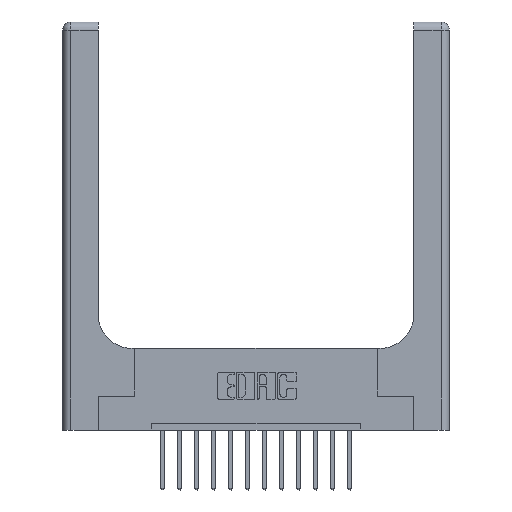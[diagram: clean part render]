
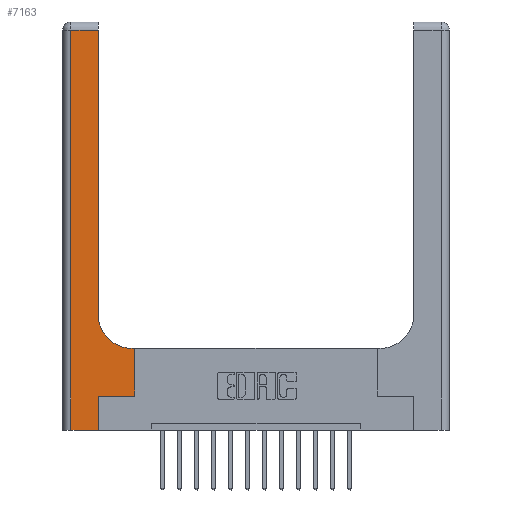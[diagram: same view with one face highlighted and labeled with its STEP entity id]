
A CAD part, top view. The second image highlights one B-rep face of the part: STEP entity #7163.
In plain terms, the highlighted planar face has unit normal (0, 0, 1).
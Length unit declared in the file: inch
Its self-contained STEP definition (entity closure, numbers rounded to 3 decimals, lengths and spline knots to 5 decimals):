
#459 = DIRECTION ( 'NONE',  ( 0., 1., 0. ) ) ;
#1389 = CIRCLE ( 'NONE', #6089, 0.25 ) ;
#1516 = LINE ( 'NONE', #9467, #7691 ) ;
#1550 = EDGE_CURVE ( 'NONE', #4747, #6521, #8127, .T. ) ;
#1659 = VECTOR ( 'NONE', #15545, 39.37008 ) ;
#1712 = CARTESIAN_POINT ( 'NONE',  ( 0.26, 2.94, 0.37 ) ) ;
#1766 = CARTESIAN_POINT ( 'NONE',  ( 0.528, 0.25, 0.37 ) ) ;
#1860 = EDGE_CURVE ( 'NONE', #12771, #3368, #1389, .T. ) ;
#2389 = VECTOR ( 'NONE', #15806, 39.37008 ) ;
#2955 = CARTESIAN_POINT ( 'NONE',  ( 0.528, 0.25, 0.37 ) ) ;
#3030 = ORIENTED_EDGE ( 'NONE', *, *, #8261, .T. ) ;
#3210 = ORIENTED_EDGE ( 'NONE', *, *, #12227, .T. ) ;
#3311 = ORIENTED_EDGE ( 'NONE', *, *, #16732, .T. ) ;
#3368 = VERTEX_POINT ( 'NONE', #8686 ) ;
#3451 = VERTEX_POINT ( 'NONE', #10662 ) ;
#3687 = CARTESIAN_POINT ( 'NONE',  ( 0., 0., 0.37 ) ) ;
#3766 = VERTEX_POINT ( 'NONE', #12736 ) ;
#3797 = FACE_OUTER_BOUND ( 'NONE', #15471, .T. ) ;
#3904 = ORIENTED_EDGE ( 'NONE', *, *, #1550, .T. ) ;
#3959 = ORIENTED_EDGE ( 'NONE', *, *, #16771, .T. ) ;
#4056 = VERTEX_POINT ( 'NONE', #5816 ) ;
#4271 = VECTOR ( 'NONE', #15141, 39.37008 ) ;
#4562 = LINE ( 'NONE', #12523, #15040 ) ;
#4747 = VERTEX_POINT ( 'NONE', #8974 ) ;
#5122 = VERTEX_POINT ( 'NONE', #14055 ) ;
#5483 = LINE ( 'NONE', #2955, #12916 ) ;
#5538 = VECTOR ( 'NONE', #10616, 39.37008 ) ;
#5816 = CARTESIAN_POINT ( 'NONE',  ( 0.265, 0., 0.37 ) ) ;
#6089 = AXIS2_PLACEMENT_3D ( 'NONE', #11474, #16742, #13022 ) ;
#6471 = CARTESIAN_POINT ( 'NONE',  ( 0.51, 0.6, 0.37 ) ) ;
#6521 = VERTEX_POINT ( 'NONE', #1766 ) ;
#6783 = LINE ( 'NONE', #7035, #15127 ) ;
#7035 = CARTESIAN_POINT ( 'NONE',  ( 0.26, 3., 0.37 ) ) ;
#7163 = ADVANCED_FACE ( 'NONE', ( #3797 ), #9079, .F. ) ;
#7379 = AXIS2_PLACEMENT_3D ( 'NONE', #11609, #12816, #16878 ) ;
#7691 = VECTOR ( 'NONE', #8274, 39.37008 ) ;
#7973 = VERTEX_POINT ( 'NONE', #1712 ) ;
#8127 = LINE ( 'NONE', #11845, #2389 ) ;
#8261 = EDGE_CURVE ( 'NONE', #5122, #12771, #4562, .T. ) ;
#8274 = DIRECTION ( 'NONE',  ( 0., 1., 0. ) ) ;
#8686 = CARTESIAN_POINT ( 'NONE',  ( 0.26, 0.85, 0.37 ) ) ;
#8974 = CARTESIAN_POINT ( 'NONE',  ( 0.265, 0.25, 0.37 ) ) ;
#9058 = EDGE_CURVE ( 'NONE', #7973, #3451, #12721, .T. ) ;
#9079 = PLANE ( 'NONE',  #7379 ) ;
#9467 = CARTESIAN_POINT ( 'NONE',  ( 0.265, 0., 0.37 ) ) ;
#9541 = DIRECTION ( 'NONE',  ( 0., 1., 0. ) ) ;
#9738 = DIRECTION ( 'NONE',  ( -1., 0., 0. ) ) ;
#10268 = LINE ( 'NONE', #3687, #1659 ) ;
#10616 = DIRECTION ( 'NONE',  ( 0., -1., 0. ) ) ;
#10662 = CARTESIAN_POINT ( 'NONE',  ( 0.06, 2.94, 0.37 ) ) ;
#11137 = ORIENTED_EDGE ( 'NONE', *, *, #13680, .T. ) ;
#11226 = ORIENTED_EDGE ( 'NONE', *, *, #9058, .T. ) ;
#11474 = CARTESIAN_POINT ( 'NONE',  ( 0.51, 0.85, 0.37 ) ) ;
#11609 = CARTESIAN_POINT ( 'NONE',  ( 0., 3., 0.37 ) ) ;
#11845 = CARTESIAN_POINT ( 'NONE',  ( 0.265, 0.25, 0.37 ) ) ;
#12227 = EDGE_CURVE ( 'NONE', #3368, #7973, #6783, .T. ) ;
#12301 = ORIENTED_EDGE ( 'NONE', *, *, #1860, .T. ) ;
#12523 = CARTESIAN_POINT ( 'NONE',  ( 0.26, 0.6, 0.37 ) ) ;
#12721 = LINE ( 'NONE', #16610, #4271 ) ;
#12736 = CARTESIAN_POINT ( 'NONE',  ( 0.06, 0., 0.37 ) ) ;
#12771 = VERTEX_POINT ( 'NONE', #6471 ) ;
#12816 = DIRECTION ( 'NONE',  ( 0., 0., -1. ) ) ;
#12916 = VECTOR ( 'NONE', #459, 39.37008 ) ;
#13022 = DIRECTION ( 'NONE',  ( 1., 0., 0. ) ) ;
#13278 = EDGE_CURVE ( 'NONE', #4056, #4747, #1516, .T. ) ;
#13680 = EDGE_CURVE ( 'NONE', #6521, #5122, #5483, .T. ) ;
#14055 = CARTESIAN_POINT ( 'NONE',  ( 0.528, 0.6, 0.37 ) ) ;
#14326 = CARTESIAN_POINT ( 'NONE',  ( 0.06, 3., 0.37 ) ) ;
#14689 = ORIENTED_EDGE ( 'NONE', *, *, #13278, .T. ) ;
#15040 = VECTOR ( 'NONE', #9738, 39.37008 ) ;
#15127 = VECTOR ( 'NONE', #9541, 39.37008 ) ;
#15141 = DIRECTION ( 'NONE',  ( -1., 0., 0. ) ) ;
#15471 = EDGE_LOOP ( 'NONE', ( #3210, #11226, #3311, #3959, #14689, #3904, #11137, #3030, #12301 ) ) ;
#15545 = DIRECTION ( 'NONE',  ( 1., 0., 0. ) ) ;
#15806 = DIRECTION ( 'NONE',  ( 1., 0., 0. ) ) ;
#16610 = CARTESIAN_POINT ( 'NONE',  ( 0., 2.94, 0.37 ) ) ;
#16732 = EDGE_CURVE ( 'NONE', #3451, #3766, #16851, .T. ) ;
#16742 = DIRECTION ( 'NONE',  ( 0., 0., -1. ) ) ;
#16771 = EDGE_CURVE ( 'NONE', #3766, #4056, #10268, .T. ) ;
#16851 = LINE ( 'NONE', #14326, #5538 ) ;
#16878 = DIRECTION ( 'NONE',  ( -1., 0., 0. ) ) ;
